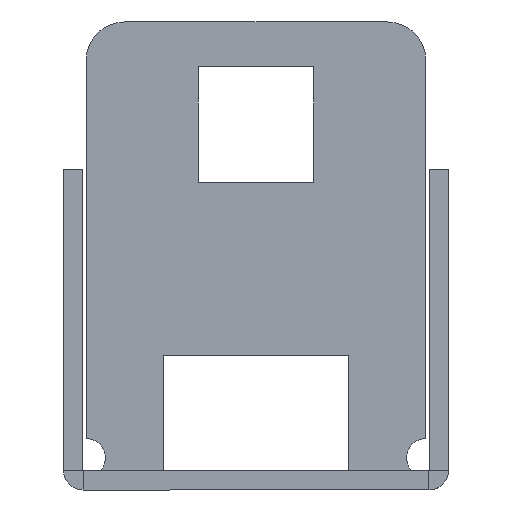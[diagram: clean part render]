
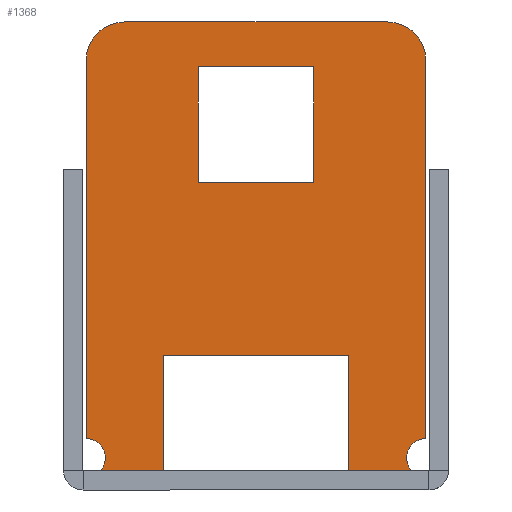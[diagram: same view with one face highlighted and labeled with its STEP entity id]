
A CAD part, left-side view. The second image highlights one B-rep face of the part: STEP entity #1368.
In plain terms, the highlighted planar face has unit normal (-1, 0, 0).
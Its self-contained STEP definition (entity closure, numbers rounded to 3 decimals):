
#26 = VERTEX_POINT ( 'NONE', #4391 ) ;
#28 = VERTEX_POINT ( 'NONE', #4387 ) ;
#257 = CIRCLE ( 'NONE', #1507, 1.5 ) ;
#260 = VECTOR ( 'NONE', #5345, 1000. ) ;
#264 = VECTOR ( 'NONE', #5332, 1000. ) ;
#266 = LINE ( 'NONE', #5341, #504 ) ;
#272 = LINE ( 'NONE', #5381, #534 ) ;
#316 = LINE ( 'NONE', #5338, #381 ) ;
#318 = LINE ( 'NONE', #5404, #532 ) ;
#341 = VECTOR ( 'NONE', #5319, 1000. ) ;
#355 = VECTOR ( 'NONE', #5364, 1000. ) ;
#375 = LINE ( 'NONE', #5383, #437 ) ;
#379 = LINE ( 'NONE', #5367, #341 ) ;
#381 = VECTOR ( 'NONE', #5344, 1000. ) ;
#383 = CIRCLE ( 'NONE', #1503, 1.5 ) ;
#395 = LINE ( 'NONE', #5288, #260 ) ;
#427 = LINE ( 'NONE', #5363, #355 ) ;
#436 = VECTOR ( 'NONE', #5372, 1000. ) ;
#437 = VECTOR ( 'NONE', #5392, 1000. ) ;
#439 = LINE ( 'NONE', #5325, #264 ) ;
#441 = LINE ( 'NONE', #5352, #520 ) ;
#460 = LINE ( 'NONE', #5371, #436 ) ;
#496 = VECTOR ( 'NONE', #5334, 1000. ) ;
#504 = VECTOR ( 'NONE', #5342, 1000. ) ;
#507 = CIRCLE ( 'NONE', #1505, 3. ) ;
#520 = VECTOR ( 'NONE', #5307, 1000. ) ;
#532 = VECTOR ( 'NONE', #5405, 1000. ) ;
#534 = VECTOR ( 'NONE', #5382, 1000. ) ;
#537 = CIRCLE ( 'NONE', #1576, 3. ) ;
#538 = LINE ( 'NONE', #5331, #496 ) ;
#968 = VERTEX_POINT ( 'NONE', #3573 ) ;
#970 = VERTEX_POINT ( 'NONE', #3567 ) ;
#979 = VERTEX_POINT ( 'NONE', #3541 ) ;
#998 = VERTEX_POINT ( 'NONE', #4881 ) ;
#1003 = VERTEX_POINT ( 'NONE', #4874 ) ;
#1005 = VERTEX_POINT ( 'NONE', #4872 ) ;
#1006 = VERTEX_POINT ( 'NONE', #4871 ) ;
#1024 = VERTEX_POINT ( 'NONE', #4853 ) ;
#1025 = VERTEX_POINT ( 'NONE', #4852 ) ;
#1027 = VERTEX_POINT ( 'NONE', #4849 ) ;
#1029 = VERTEX_POINT ( 'NONE', #4847 ) ;
#1033 = VERTEX_POINT ( 'NONE', #4840 ) ;
#1042 = VERTEX_POINT ( 'NONE', #4828 ) ;
#1043 = VERTEX_POINT ( 'NONE', #4826 ) ;
#1368 = ADVANCED_FACE ( 'NONE', ( #2598, #2564 ), #7232, .T. ) ;
#1419 = AXIS2_PLACEMENT_3D ( 'NONE', #7231, #7225, #7223 ) ;
#1503 = AXIS2_PLACEMENT_3D ( 'NONE', #5335, #5278, #5337 ) ;
#1505 = AXIS2_PLACEMENT_3D ( 'NONE', #5343, #5346, #5347 ) ;
#1507 = AXIS2_PLACEMENT_3D ( 'NONE', #5322, #5329, #5330 ) ;
#1576 = AXIS2_PLACEMENT_3D ( 'NONE', #5354, #5355, #5356 ) ;
#2223 = ORIENTED_EDGE ( 'NONE', *, *, #7533, .T. ) ;
#2224 = ORIENTED_EDGE ( 'NONE', *, *, #7523, .T. ) ;
#2226 = ORIENTED_EDGE ( 'NONE', *, *, #7524, .T. ) ;
#2227 = ORIENTED_EDGE ( 'NONE', *, *, #7531, .F. ) ;
#2228 = ORIENTED_EDGE ( 'NONE', *, *, #7537, .F. ) ;
#2229 = ORIENTED_EDGE ( 'NONE', *, *, #7522, .T. ) ;
#2230 = ORIENTED_EDGE ( 'NONE', *, *, #7525, .T. ) ;
#2231 = ORIENTED_EDGE ( 'NONE', *, *, #7552, .F. ) ;
#2232 = ORIENTED_EDGE ( 'NONE', *, *, #7535, .F. ) ;
#2233 = ORIENTED_EDGE ( 'NONE', *, *, #7529, .T. ) ;
#2234 = ORIENTED_EDGE ( 'NONE', *, *, #7520, .F. ) ;
#2235 = ORIENTED_EDGE ( 'NONE', *, *, #7542, .F. ) ;
#2236 = ORIENTED_EDGE ( 'NONE', *, *, #7547, .F. ) ;
#2237 = ORIENTED_EDGE ( 'NONE', *, *, #7519, .F. ) ;
#2238 = ORIENTED_EDGE ( 'NONE', *, *, #7518, .F. ) ;
#2241 = ORIENTED_EDGE ( 'NONE', *, *, #7517, .F. ) ;
#2564 = FACE_OUTER_BOUND ( 'NONE', #6281, .T. ) ;
#2598 = FACE_BOUND ( 'NONE', #6020, .T. ) ;
#3541 = CARTESIAN_POINT ( 'NONE',  ( 171.25, -13.25, 33.5 ) ) ;
#3567 = CARTESIAN_POINT ( 'NONE',  ( 171.25, 13.25, 4.004 ) ) ;
#3573 = CARTESIAN_POINT ( 'NONE',  ( 171.25, -4.5, 24. ) ) ;
#4387 = CARTESIAN_POINT ( 'NONE',  ( 171.25, 13.25, 33.5 ) ) ;
#4391 = CARTESIAN_POINT ( 'NONE',  ( 171.25, 4.5, 24. ) ) ;
#4826 = CARTESIAN_POINT ( 'NONE',  ( 171.25, -10.25, 36.5 ) ) ;
#4828 = CARTESIAN_POINT ( 'NONE',  ( 171.25, 10.25, 36.5 ) ) ;
#4840 = CARTESIAN_POINT ( 'NONE',  ( 171.25, 7.25, 10.5 ) ) ;
#4847 = CARTESIAN_POINT ( 'NONE',  ( 171.25, -4.5, 33. ) ) ;
#4849 = CARTESIAN_POINT ( 'NONE',  ( 171.25, -12.127, 1.51 ) ) ;
#4852 = CARTESIAN_POINT ( 'NONE',  ( 171.25, -7.25, 1.51 ) ) ;
#4853 = CARTESIAN_POINT ( 'NONE',  ( 171.25, -7.25, 10.5 ) ) ;
#4871 = CARTESIAN_POINT ( 'NONE',  ( 171.25, -13.25, 4.004 ) ) ;
#4872 = CARTESIAN_POINT ( 'NONE',  ( 171.25, 4.5, 33. ) ) ;
#4874 = CARTESIAN_POINT ( 'NONE',  ( 171.25, 7.25, 1.51 ) ) ;
#4881 = CARTESIAN_POINT ( 'NONE',  ( 171.25, 12.127, 1.51 ) ) ;
#5278 = DIRECTION ( 'NONE',  ( -1., 0., 0. ) ) ;
#5288 = CARTESIAN_POINT ( 'NONE',  ( 171.25, -4.5, 33. ) ) ;
#5307 = DIRECTION ( 'NONE',  ( 0., -1., 0. ) ) ;
#5319 = DIRECTION ( 'NONE',  ( 0., 0., 1. ) ) ;
#5322 = CARTESIAN_POINT ( 'NONE',  ( 171.25, -13.25, 2.504 ) ) ;
#5325 = CARTESIAN_POINT ( 'NONE',  ( 171.25, -7.25, -15.5 ) ) ;
#5329 = DIRECTION ( 'NONE',  ( -1., 0., 0. ) ) ;
#5330 = DIRECTION ( 'NONE',  ( 0., 0., -1. ) ) ;
#5331 = CARTESIAN_POINT ( 'NONE',  ( 171.25, 7.25, -15.5 ) ) ;
#5332 = DIRECTION ( 'NONE',  ( 0., 0., 1. ) ) ;
#5334 = DIRECTION ( 'NONE',  ( 0., 0., -1. ) ) ;
#5335 = CARTESIAN_POINT ( 'NONE',  ( 171.25, 13.25, 2.504 ) ) ;
#5337 = DIRECTION ( 'NONE',  ( 0., 0., 1. ) ) ;
#5338 = CARTESIAN_POINT ( 'NONE',  ( 171.25, 4.5, 33. ) ) ;
#5341 = CARTESIAN_POINT ( 'NONE',  ( 171.25, 4.5, 33. ) ) ;
#5342 = DIRECTION ( 'NONE',  ( 0., 0., 1. ) ) ;
#5343 = CARTESIAN_POINT ( 'NONE',  ( 171.25, -10.25, 33.5 ) ) ;
#5344 = DIRECTION ( 'NONE',  ( 0., -1., 0. ) ) ;
#5345 = DIRECTION ( 'NONE',  ( 0., 0., -1. ) ) ;
#5346 = DIRECTION ( 'NONE',  ( -1., 0., 0. ) ) ;
#5347 = DIRECTION ( 'NONE',  ( 0., 0., 1. ) ) ;
#5352 = CARTESIAN_POINT ( 'NONE',  ( 171.25, -13.25, 36.5 ) ) ;
#5354 = CARTESIAN_POINT ( 'NONE',  ( 171.25, 10.25, 33.5 ) ) ;
#5355 = DIRECTION ( 'NONE',  ( -1., 0., 0. ) ) ;
#5356 = DIRECTION ( 'NONE',  ( 0., 0., 1. ) ) ;
#5363 = CARTESIAN_POINT ( 'NONE',  ( 171.25, 4.5, 24. ) ) ;
#5364 = DIRECTION ( 'NONE',  ( 0., 1., 0. ) ) ;
#5367 = CARTESIAN_POINT ( 'NONE',  ( 171.25, 13.25, 36.5 ) ) ;
#5371 = CARTESIAN_POINT ( 'NONE',  ( 171.25, -13.25, 1.5 ) ) ;
#5372 = DIRECTION ( 'NONE',  ( 0., 0., -1. ) ) ;
#5381 = CARTESIAN_POINT ( 'NONE',  ( 171.25, -13.25, 1.51 ) ) ;
#5382 = DIRECTION ( 'NONE',  ( 0., 1., 0. ) ) ;
#5383 = CARTESIAN_POINT ( 'NONE',  ( 171.25, 7.25, 10.5 ) ) ;
#5392 = DIRECTION ( 'NONE',  ( 0., 1., 0. ) ) ;
#5404 = CARTESIAN_POINT ( 'NONE',  ( 171.25, -13.25, 1.51 ) ) ;
#5405 = DIRECTION ( 'NONE',  ( 0., 1., 0. ) ) ;
#6020 = EDGE_LOOP ( 'NONE', ( #2224, #2226, #2223, #2229 ) ) ;
#6281 = EDGE_LOOP ( 'NONE', ( #2228, #2230, #2227, #2233, #2232, #2234, #2231, #2237, #2236, #2238, #2235, #2241 ) ) ;
#7223 = DIRECTION ( 'NONE',  ( 0., 0., 1. ) ) ;
#7225 = DIRECTION ( 'NONE',  ( -1., 0., 0. ) ) ;
#7231 = CARTESIAN_POINT ( 'NONE',  ( 171.25, 13.25, 1.5 ) ) ;
#7232 = PLANE ( 'NONE',  #1419 ) ;
#7517 = EDGE_CURVE ( 'NONE', #1006, #1027, #257, .T. ) ;
#7518 = EDGE_CURVE ( 'NONE', #1025, #1024, #439, .T. ) ;
#7519 = EDGE_CURVE ( 'NONE', #1033, #1003, #538, .T. ) ;
#7520 = EDGE_CURVE ( 'NONE', #998, #970, #383, .T. ) ;
#7522 = EDGE_CURVE ( 'NONE', #26, #1005, #266, .T. ) ;
#7523 = EDGE_CURVE ( 'NONE', #1005, #1029, #316, .T. ) ;
#7524 = EDGE_CURVE ( 'NONE', #1029, #968, #395, .T. ) ;
#7525 = EDGE_CURVE ( 'NONE', #979, #1043, #507, .T. ) ;
#7529 = EDGE_CURVE ( 'NONE', #1042, #28, #537, .T. ) ;
#7531 = EDGE_CURVE ( 'NONE', #1042, #1043, #441, .T. ) ;
#7533 = EDGE_CURVE ( 'NONE', #968, #26, #427, .T. ) ;
#7535 = EDGE_CURVE ( 'NONE', #970, #28, #379, .T. ) ;
#7537 = EDGE_CURVE ( 'NONE', #979, #1006, #460, .T. ) ;
#7542 = EDGE_CURVE ( 'NONE', #1027, #1025, #272, .T. ) ;
#7547 = EDGE_CURVE ( 'NONE', #1024, #1033, #375, .T. ) ;
#7552 = EDGE_CURVE ( 'NONE', #1003, #998, #318, .T. ) ;
